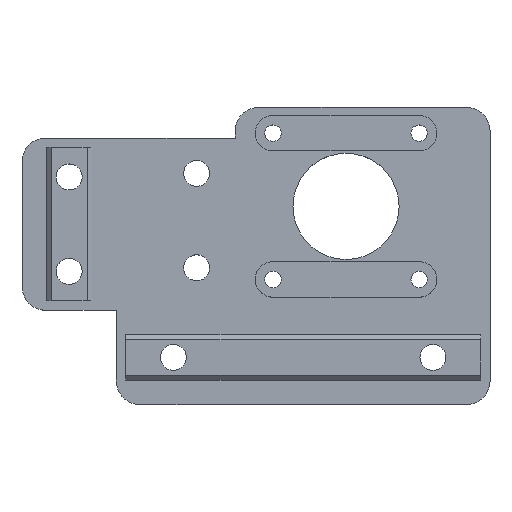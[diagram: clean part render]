
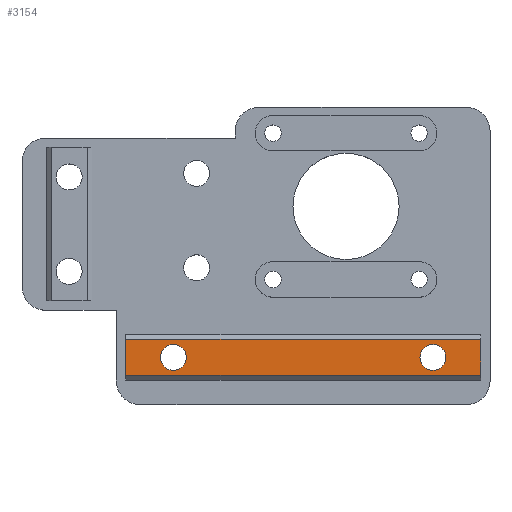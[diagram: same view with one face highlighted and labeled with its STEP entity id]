
A CAD part, top view. The second image highlights one B-rep face of the part: STEP entity #3154.
In plain terms, the highlighted planar face has unit normal (0, 0, 1).
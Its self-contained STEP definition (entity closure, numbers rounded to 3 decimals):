
#493 = PLANE('',#494);
#494 = AXIS2_PLACEMENT_3D('',#495,#496,#497);
#495 = CARTESIAN_POINT('',(97.196,13.,-10.));
#496 = DIRECTION('',(1.,0.,0.));
#497 = DIRECTION('',(0.,-1.,0.));
#521 = PLANE('',#522);
#522 = AXIS2_PLACEMENT_3D('',#523,#524,#525);
#523 = CARTESIAN_POINT('',(97.196,6.101,-9.101));
#524 = DIRECTION('',(0.,0.707,-0.707));
#525 = DIRECTION('',(-1.,0.,0.));
#549 = PLANE('',#550);
#550 = AXIS2_PLACEMENT_3D('',#551,#552,#553);
#551 = CARTESIAN_POINT('',(22.,7.,-10.));
#552 = DIRECTION('',(-1.,0.,0.));
#553 = DIRECTION('',(0.,1.,0.));
#623 = PLANE('',#624);
#624 = AXIS2_PLACEMENT_3D('',#625,#626,#627);
#625 = CARTESIAN_POINT('',(22.,13.9,-9.101));
#626 = DIRECTION('',(0.,-0.707,-0.707));
#627 = DIRECTION('',(1.,0.,0.));
#1911 = VERTEX_POINT('',#1912);
#1912 = CARTESIAN_POINT('',(97.196,13.799,-9.));
#1933 = EDGE_CURVE('',#1911,#1934,#1936,.T.);
#1934 = VERTEX_POINT('',#1935);
#1935 = CARTESIAN_POINT('',(97.196,6.201,-9.));
#1936 = SURFACE_CURVE('',#1937,(#1941,#1948),.PCURVE_S1.);
#1937 = LINE('',#1938,#1939);
#1938 = CARTESIAN_POINT('',(97.196,16.97,-9.));
#1939 = VECTOR('',#1940,1.);
#1940 = DIRECTION('',(0.,-1.,0.));
#1941 = PCURVE('',#493,#1942);
#1942 = DEFINITIONAL_REPRESENTATION('',(#1943),#1947);
#1943 = LINE('',#1944,#1945);
#1944 = CARTESIAN_POINT('',(-3.97,-1.));
#1945 = VECTOR('',#1946,1.);
#1946 = DIRECTION('',(1.,0.));
#1947 = ( GEOMETRIC_REPRESENTATION_CONTEXT(2) 
PARAMETRIC_REPRESENTATION_CONTEXT() REPRESENTATION_CONTEXT('2D SPACE',''
  ) );
#1948 = PCURVE('',#1949,#1954);
#1949 = PLANE('',#1950);
#1950 = AXIS2_PLACEMENT_3D('',#1951,#1952,#1953);
#1951 = CARTESIAN_POINT('',(43.043,20.939,-9.));
#1952 = DIRECTION('',(0.,0.,1.));
#1953 = DIRECTION('',(0.,1.,0.));
#1954 = DEFINITIONAL_REPRESENTATION('',(#1955),#1959);
#1955 = LINE('',#1956,#1957);
#1956 = CARTESIAN_POINT('',(-3.97,-54.153));
#1957 = VECTOR('',#1958,1.);
#1958 = DIRECTION('',(-1.,0.));
#1959 = ( GEOMETRIC_REPRESENTATION_CONTEXT(2) 
PARAMETRIC_REPRESENTATION_CONTEXT() REPRESENTATION_CONTEXT('2D SPACE',''
  ) );
#1991 = VERTEX_POINT('',#1992);
#1992 = CARTESIAN_POINT('',(22.,6.201,-9.));
#2013 = EDGE_CURVE('',#1991,#1934,#2014,.T.);
#2014 = SURFACE_CURVE('',#2015,(#2019,#2026),.PCURVE_S1.);
#2015 = LINE('',#2016,#2017);
#2016 = CARTESIAN_POINT('',(70.119,6.201,-9.));
#2017 = VECTOR('',#2018,1.);
#2018 = DIRECTION('',(1.,-0.,-0.));
#2019 = PCURVE('',#521,#2020);
#2020 = DEFINITIONAL_REPRESENTATION('',(#2021),#2025);
#2021 = LINE('',#2022,#2023);
#2022 = CARTESIAN_POINT('',(27.077,0.142));
#2023 = VECTOR('',#2024,1.);
#2024 = DIRECTION('',(-1.,0.));
#2025 = ( GEOMETRIC_REPRESENTATION_CONTEXT(2) 
PARAMETRIC_REPRESENTATION_CONTEXT() REPRESENTATION_CONTEXT('2D SPACE',''
  ) );
#2026 = PCURVE('',#1949,#2027);
#2027 = DEFINITIONAL_REPRESENTATION('',(#2028),#2032);
#2028 = LINE('',#2029,#2030);
#2029 = CARTESIAN_POINT('',(-14.738,-27.077));
#2030 = VECTOR('',#2031,1.);
#2031 = DIRECTION('',(0.,-1.));
#2032 = ( GEOMETRIC_REPRESENTATION_CONTEXT(2) 
PARAMETRIC_REPRESENTATION_CONTEXT() REPRESENTATION_CONTEXT('2D SPACE',''
  ) );
#2038 = EDGE_CURVE('',#1991,#2039,#2041,.T.);
#2039 = VERTEX_POINT('',#2040);
#2040 = CARTESIAN_POINT('',(22.,13.799,-9.));
#2041 = SURFACE_CURVE('',#2042,(#2046,#2053),.PCURVE_S1.);
#2042 = LINE('',#2043,#2044);
#2043 = CARTESIAN_POINT('',(22.,13.97,-9.));
#2044 = VECTOR('',#2045,1.);
#2045 = DIRECTION('',(0.,1.,-0.));
#2046 = PCURVE('',#549,#2047);
#2047 = DEFINITIONAL_REPRESENTATION('',(#2048),#2052);
#2048 = LINE('',#2049,#2050);
#2049 = CARTESIAN_POINT('',(6.97,-1.));
#2050 = VECTOR('',#2051,1.);
#2051 = DIRECTION('',(1.,0.));
#2052 = ( GEOMETRIC_REPRESENTATION_CONTEXT(2) 
PARAMETRIC_REPRESENTATION_CONTEXT() REPRESENTATION_CONTEXT('2D SPACE',''
  ) );
#2053 = PCURVE('',#1949,#2054);
#2054 = DEFINITIONAL_REPRESENTATION('',(#2055),#2059);
#2055 = LINE('',#2056,#2057);
#2056 = CARTESIAN_POINT('',(-6.97,21.043));
#2057 = VECTOR('',#2058,1.);
#2058 = DIRECTION('',(1.,0.));
#2059 = ( GEOMETRIC_REPRESENTATION_CONTEXT(2) 
PARAMETRIC_REPRESENTATION_CONTEXT() REPRESENTATION_CONTEXT('2D SPACE',''
  ) );
#2091 = EDGE_CURVE('',#1911,#2039,#2092,.T.);
#2092 = SURFACE_CURVE('',#2093,(#2097,#2104),.PCURVE_S1.);
#2093 = LINE('',#2094,#2095);
#2094 = CARTESIAN_POINT('',(32.521,13.799,-9.));
#2095 = VECTOR('',#2096,1.);
#2096 = DIRECTION('',(-1.,-0.,0.));
#2097 = PCURVE('',#623,#2098);
#2098 = DEFINITIONAL_REPRESENTATION('',(#2099),#2103);
#2099 = LINE('',#2100,#2101);
#2100 = CARTESIAN_POINT('',(10.521,0.142));
#2101 = VECTOR('',#2102,1.);
#2102 = DIRECTION('',(-1.,0.));
#2103 = ( GEOMETRIC_REPRESENTATION_CONTEXT(2) 
PARAMETRIC_REPRESENTATION_CONTEXT() REPRESENTATION_CONTEXT('2D SPACE',''
  ) );
#2104 = PCURVE('',#1949,#2105);
#2105 = DEFINITIONAL_REPRESENTATION('',(#2106),#2110);
#2106 = LINE('',#2107,#2108);
#2107 = CARTESIAN_POINT('',(-7.14,10.521));
#2108 = VECTOR('',#2109,1.);
#2109 = DIRECTION('',(0.,1.));
#2110 = ( GEOMETRIC_REPRESENTATION_CONTEXT(2) 
PARAMETRIC_REPRESENTATION_CONTEXT() REPRESENTATION_CONTEXT('2D SPACE',''
  ) );
#2917 = CYLINDRICAL_SURFACE('',#2918,2.75);
#2918 = AXIS2_PLACEMENT_3D('',#2919,#2920,#2921);
#2919 = CARTESIAN_POINT('',(87.098,10.,109.649));
#2920 = DIRECTION('',(0.,0.,1.));
#2921 = DIRECTION('',(1.,0.,-0.));
#3075 = CYLINDRICAL_SURFACE('',#3076,2.75);
#3076 = AXIS2_PLACEMENT_3D('',#3077,#3078,#3079);
#3077 = CARTESIAN_POINT('',(32.098,10.,109.649));
#3078 = DIRECTION('',(0.,0.,1.));
#3079 = DIRECTION('',(1.,0.,-0.));
#3154 = ADVANCED_FACE('',(#3155,#3161,#3187),#1949,.T.);
#3155 = FACE_BOUND('',#3156,.T.);
#3156 = EDGE_LOOP('',(#3157,#3158,#3159,#3160));
#3157 = ORIENTED_EDGE('',*,*,#1933,.F.);
#3158 = ORIENTED_EDGE('',*,*,#2091,.T.);
#3159 = ORIENTED_EDGE('',*,*,#2038,.F.);
#3160 = ORIENTED_EDGE('',*,*,#2013,.T.);
#3161 = FACE_BOUND('',#3162,.T.);
#3162 = EDGE_LOOP('',(#3163));
#3163 = ORIENTED_EDGE('',*,*,#3164,.F.);
#3164 = EDGE_CURVE('',#3165,#3165,#3167,.T.);
#3165 = VERTEX_POINT('',#3166);
#3166 = CARTESIAN_POINT('',(89.848,10.,-9.));
#3167 = SURFACE_CURVE('',#3168,(#3173,#3180),.PCURVE_S1.);
#3168 = CIRCLE('',#3169,2.75);
#3169 = AXIS2_PLACEMENT_3D('',#3170,#3171,#3172);
#3170 = CARTESIAN_POINT('',(87.098,10.,-9.));
#3171 = DIRECTION('',(0.,0.,1.));
#3172 = DIRECTION('',(1.,0.,-0.));
#3173 = PCURVE('',#1949,#3174);
#3174 = DEFINITIONAL_REPRESENTATION('',(#3175),#3179);
#3175 = CIRCLE('',#3176,2.75);
#3176 = AXIS2_PLACEMENT_2D('',#3177,#3178);
#3177 = CARTESIAN_POINT('',(-10.939,-44.055));
#3178 = DIRECTION('',(0.,-1.));
#3179 = ( GEOMETRIC_REPRESENTATION_CONTEXT(2) 
PARAMETRIC_REPRESENTATION_CONTEXT() REPRESENTATION_CONTEXT('2D SPACE',''
  ) );
#3180 = PCURVE('',#2917,#3181);
#3181 = DEFINITIONAL_REPRESENTATION('',(#3182),#3186);
#3182 = LINE('',#3183,#3184);
#3183 = CARTESIAN_POINT('',(0.,-118.649));
#3184 = VECTOR('',#3185,1.);
#3185 = DIRECTION('',(1.,0.));
#3186 = ( GEOMETRIC_REPRESENTATION_CONTEXT(2) 
PARAMETRIC_REPRESENTATION_CONTEXT() REPRESENTATION_CONTEXT('2D SPACE',''
  ) );
#3187 = FACE_BOUND('',#3188,.T.);
#3188 = EDGE_LOOP('',(#3189));
#3189 = ORIENTED_EDGE('',*,*,#3190,.F.);
#3190 = EDGE_CURVE('',#3191,#3191,#3193,.T.);
#3191 = VERTEX_POINT('',#3192);
#3192 = CARTESIAN_POINT('',(34.848,10.,-9.));
#3193 = SURFACE_CURVE('',#3194,(#3199,#3206),.PCURVE_S1.);
#3194 = CIRCLE('',#3195,2.75);
#3195 = AXIS2_PLACEMENT_3D('',#3196,#3197,#3198);
#3196 = CARTESIAN_POINT('',(32.098,10.,-9.));
#3197 = DIRECTION('',(0.,0.,1.));
#3198 = DIRECTION('',(1.,0.,-0.));
#3199 = PCURVE('',#1949,#3200);
#3200 = DEFINITIONAL_REPRESENTATION('',(#3201),#3205);
#3201 = CIRCLE('',#3202,2.75);
#3202 = AXIS2_PLACEMENT_2D('',#3203,#3204);
#3203 = CARTESIAN_POINT('',(-10.939,10.945));
#3204 = DIRECTION('',(0.,-1.));
#3205 = ( GEOMETRIC_REPRESENTATION_CONTEXT(2) 
PARAMETRIC_REPRESENTATION_CONTEXT() REPRESENTATION_CONTEXT('2D SPACE',''
  ) );
#3206 = PCURVE('',#3075,#3207);
#3207 = DEFINITIONAL_REPRESENTATION('',(#3208),#3212);
#3208 = LINE('',#3209,#3210);
#3209 = CARTESIAN_POINT('',(0.,-118.649));
#3210 = VECTOR('',#3211,1.);
#3211 = DIRECTION('',(1.,0.));
#3212 = ( GEOMETRIC_REPRESENTATION_CONTEXT(2) 
PARAMETRIC_REPRESENTATION_CONTEXT() REPRESENTATION_CONTEXT('2D SPACE',''
  ) );
